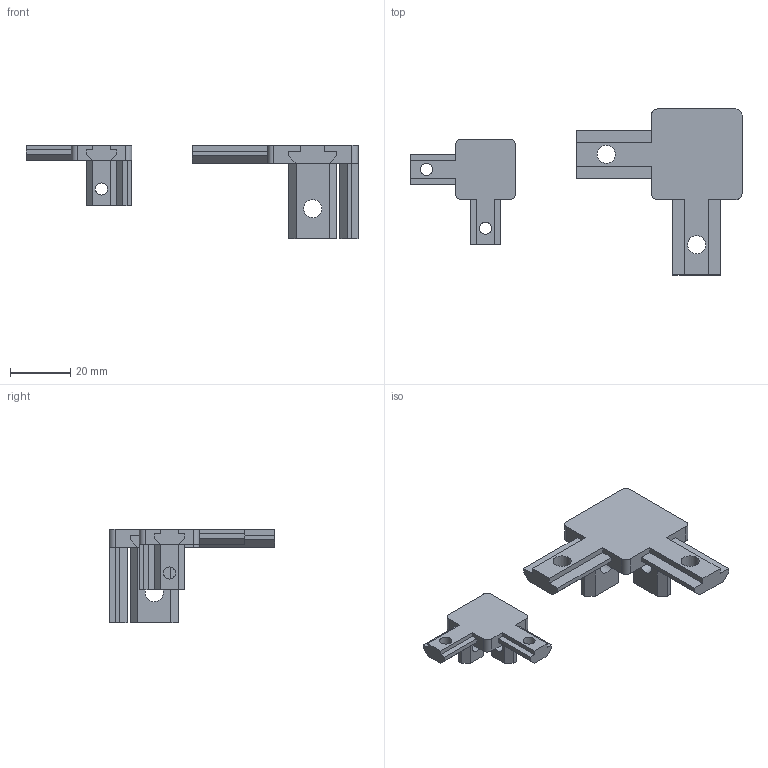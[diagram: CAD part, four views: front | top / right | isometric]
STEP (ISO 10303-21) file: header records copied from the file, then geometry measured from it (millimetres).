
FILE_DESCRIPTION(/* description */ (''),/* implementation_level */ '2;1');
FILE_NAME(/* name */ '3-way corner bracket v3 v1.step',/* time_stamp */ '2021-10-07T10:38:02-04:00',/* author */ (''),/* organization */ (''),/* preprocessor_version */ 'ST-DEVELOPER v18.1',/* originating_system */ 'Autodesk Translation Framework v10.10.0.1391',/* authorisation */ '');
FILE_SCHEMA (('AUTOMOTIVE_DESIGN { 1 0 10303 214 3 1 1 }'));
Length unit declared in the file: millimetre
Products named in the file (3): 3-way corner bracket v3; 2020 3-way corner bracket; 3030 3-way corner bracket
Assembly tree (2 placements, depth 2):
  3-way corner bracket v3
    2020 3-way corner bracket
    3030 3-way corner bracket
Bounding box: 110 x 55 x 31 mm (x, y, z)
Volume: 15753.3 mm3; surface area: 9933.7 mm2
Topology: 2 solids, 2 shells, 120 faces, 348 edges, 232 vertices
Faces by surface type: plane 104, cylinder 16
Full cylindrical faces by diameter (mm): 4 x4, 6 x4
Entity records: 4028 total; most frequent: CARTESIAN_POINT 705, ORIENTED_EDGE 696, DIRECTION 630, EDGE_CURVE 348, LINE 316, VECTOR 316, VERTEX_POINT 232, AXIS2_PLACEMENT_3D 157
